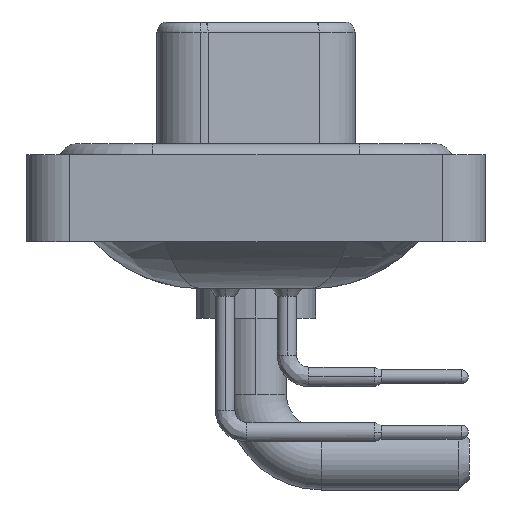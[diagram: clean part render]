
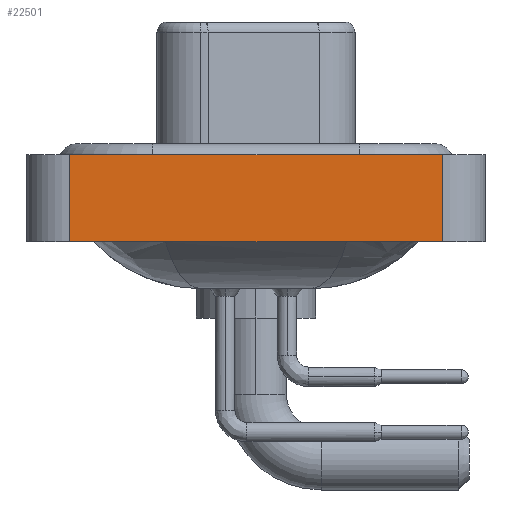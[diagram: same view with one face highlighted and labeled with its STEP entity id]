
A CAD part, left-side view. The second image highlights one B-rep face of the part: STEP entity #22501.
In plain terms, the highlighted planar face has unit normal (-1, 0, 0).
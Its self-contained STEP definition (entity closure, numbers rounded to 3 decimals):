
#23 = DIRECTION ( 'NONE',  ( 0., 0., 1. ) ) ;
#2045 = EDGE_CURVE ( 'NONE', #5065, #15453, #28218, .T. ) ;
#4154 = LINE ( 'NONE', #22732, #12388 ) ;
#4311 = PLANE ( 'NONE',  #12506 ) ;
#5065 = VERTEX_POINT ( 'NONE', #11325 ) ;
#5074 = EDGE_CURVE ( 'NONE', #15659, #5154, #4154, .T. ) ;
#5152 = VECTOR ( 'NONE', #5462, 1000. ) ;
#5154 = VERTEX_POINT ( 'NONE', #15971 ) ;
#5462 = DIRECTION ( 'NONE',  ( 0., -1., 0. ) ) ;
#6259 = DIRECTION ( 'NONE',  ( -1., 0., 0. ) ) ;
#7722 = CARTESIAN_POINT ( 'NONE',  ( -7.35, -8.55, -3.6 ) ) ;
#8507 = DIRECTION ( 'NONE',  ( 0., 0., 1. ) ) ;
#8545 = LINE ( 'NONE', #24429, #10277 ) ;
#10277 = VECTOR ( 'NONE', #13180, 1000. ) ;
#10768 = LINE ( 'NONE', #15854, #20346 ) ;
#11325 = CARTESIAN_POINT ( 'NONE',  ( -7.35, 8.55, -3.6 ) ) ;
#12388 = VECTOR ( 'NONE', #17767, 1000. ) ;
#12506 = AXIS2_PLACEMENT_3D ( 'NONE', #29138, #6259, #8507 ) ;
#13180 = DIRECTION ( 'NONE',  ( 0., 0., 1. ) ) ;
#13440 = FACE_OUTER_BOUND ( 'NONE', #17940, .T. ) ;
#14493 = ORIENTED_EDGE ( 'NONE', *, *, #25178, .F. ) ;
#15453 = VERTEX_POINT ( 'NONE', #17291 ) ;
#15659 = VERTEX_POINT ( 'NONE', #15786 ) ;
#15786 = CARTESIAN_POINT ( 'NONE',  ( -7.35, 8.55, 0.4 ) ) ;
#15838 = ORIENTED_EDGE ( 'NONE', *, *, #21547, .T. ) ;
#15854 = CARTESIAN_POINT ( 'NONE',  ( -7.35, -8.55, -3.6 ) ) ;
#15971 = CARTESIAN_POINT ( 'NONE',  ( -7.35, -8.55, 0.4 ) ) ;
#16867 = ORIENTED_EDGE ( 'NONE', *, *, #5074, .F. ) ;
#17291 = CARTESIAN_POINT ( 'NONE',  ( -7.35, -8.55, -3.6 ) ) ;
#17767 = DIRECTION ( 'NONE',  ( 0., -1., 0. ) ) ;
#17940 = EDGE_LOOP ( 'NONE', ( #15838, #16867, #14493, #25871 ) ) ;
#20346 = VECTOR ( 'NONE', #23, 1000. ) ;
#21547 = EDGE_CURVE ( 'NONE', #15453, #5154, #10768, .T. ) ;
#22501 = ADVANCED_FACE ( 'NONE', ( #13440 ), #4311, .T. ) ;
#22732 = CARTESIAN_POINT ( 'NONE',  ( -7.35, -8.55, 0.4 ) ) ;
#24429 = CARTESIAN_POINT ( 'NONE',  ( -7.35, 8.55, -3.6 ) ) ;
#25178 = EDGE_CURVE ( 'NONE', #5065, #15659, #8545, .T. ) ;
#25871 = ORIENTED_EDGE ( 'NONE', *, *, #2045, .T. ) ;
#28218 = LINE ( 'NONE', #7722, #5152 ) ;
#29138 = CARTESIAN_POINT ( 'NONE',  ( -7.35, -8.55, -3.6 ) ) ;
